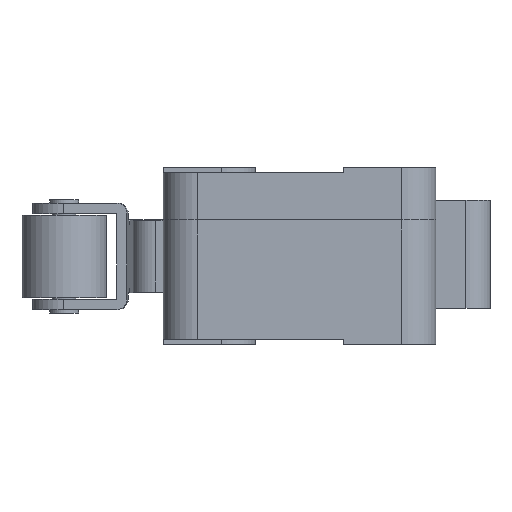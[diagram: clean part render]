
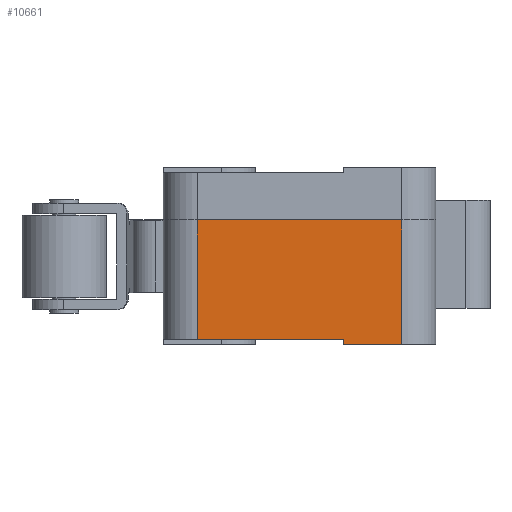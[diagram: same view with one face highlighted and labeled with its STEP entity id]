
A CAD part, left-side view. The second image highlights one B-rep face of the part: STEP entity #10661.
In plain terms, the highlighted planar face has unit normal (-1, 0, 0).
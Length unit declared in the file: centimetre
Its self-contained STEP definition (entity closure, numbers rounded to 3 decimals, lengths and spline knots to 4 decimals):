
#1186=FACE_OUTER_BOUND('',#1809,.T.);
#1809=EDGE_LOOP('',(#9685,#9686,#9687,#9688,#9689,#9690));
#2652=LINE('',#17438,#3812);
#2949=LINE('',#19249,#4109);
#2952=LINE('',#19257,#4112);
#2958=LINE('',#19271,#4118);
#2959=LINE('',#19274,#4119);
#2973=LINE('',#19307,#4133);
#3812=VECTOR('',#12649,1.);
#4109=VECTOR('',#13316,1.);
#4112=VECTOR('',#13323,1.);
#4118=VECTOR('',#13341,1.);
#4119=VECTOR('',#13346,1.);
#4133=VECTOR('',#13388,1.);
#4941=VERTEX_POINT('',#17428);
#4943=VERTEX_POINT('',#17437);
#5127=VERTEX_POINT('',#19245);
#5128=VERTEX_POINT('',#19247);
#5131=VERTEX_POINT('',#19256);
#5133=VERTEX_POINT('',#19269);
#6242=EDGE_CURVE('',#4943,#4941,#2652,.T.);
#6633=EDGE_CURVE('',#5127,#5128,#2949,.T.);
#6637=EDGE_CURVE('',#5131,#5127,#2952,.T.);
#6645=EDGE_CURVE('',#5133,#5128,#2958,.T.);
#6646=EDGE_CURVE('',#5131,#4941,#2959,.T.);
#6662=EDGE_CURVE('',#5133,#4943,#2973,.T.);
#9685=ORIENTED_EDGE('',*,*,#6242,.T.);
#9686=ORIENTED_EDGE('',*,*,#6646,.F.);
#9687=ORIENTED_EDGE('',*,*,#6637,.T.);
#9688=ORIENTED_EDGE('',*,*,#6633,.T.);
#9689=ORIENTED_EDGE('',*,*,#6645,.F.);
#9690=ORIENTED_EDGE('',*,*,#6662,.T.);
#10095=PLANE('',#11194);
#10661=ADVANCED_FACE('',(#1186),#10095,.T.);
#11194=AXIS2_PLACEMENT_3D('',#19306,#13386,#13387);
#12649=DIRECTION('',(0.,1.,0.));
#13316=DIRECTION('',(0.,0.,-1.));
#13323=DIRECTION('',(0.,-1.,0.));
#13341=DIRECTION('',(0.,1.,0.));
#13346=DIRECTION('',(0.,0.,1.));
#13386=DIRECTION('center_axis',(-1.,0.,0.));
#13387=DIRECTION('ref_axis',(0.,0.,1.));
#13388=DIRECTION('',(0.,0.,1.));
#17428=CARTESIAN_POINT('',(-2.89,0.6425,0.725));
#17437=CARTESIAN_POINT('',(-2.89,-0.5475,0.725));
#17438=CARTESIAN_POINT('',(-2.89,0.1476,0.725));
#19245=CARTESIAN_POINT('',(-2.89,-0.2075,0.03));
#19247=CARTESIAN_POINT('',(-2.89,-0.2075,0.));
#19249=CARTESIAN_POINT('',(-2.89,-0.2075,0.));
#19256=CARTESIAN_POINT('',(-2.89,0.6425,0.03));
#19257=CARTESIAN_POINT('',(-2.89,-0.2457,0.03));
#19269=CARTESIAN_POINT('',(-2.89,-0.5475,0.));
#19271=CARTESIAN_POINT('',(-2.89,-0.5475,0.));
#19274=CARTESIAN_POINT('',(-2.89,0.6425,0.));
#19306=CARTESIAN_POINT('Origin',(-2.89,-0.5475,0.));
#19307=CARTESIAN_POINT('',(-2.89,-0.5475,0.));
